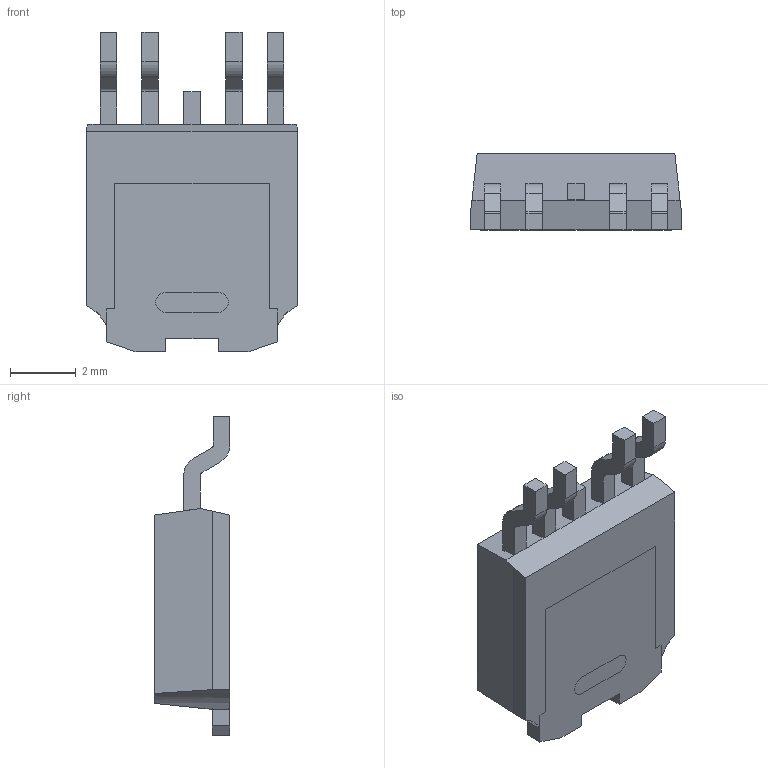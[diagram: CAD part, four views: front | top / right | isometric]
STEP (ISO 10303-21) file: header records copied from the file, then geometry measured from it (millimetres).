
FILE_DESCRIPTION (( 'STEP AP214' ), '1' );
FILE_NAME ('User Library-PPAK.STEP', '2022-06-09T08:38:15', ( '' ), ( '' ), 'SwSTEP 2.0', 'SolidWorks 2021', '' );
FILE_SCHEMA (( 'AUTOMOTIVE_DESIGN' ));
Length unit declared in the file: millimetre
Products named in the file (1): User Library-PPAK
Bounding box: 6.4 x 2.3 x 9.7 mm (x, y, z)
Volume: 99.3 mm3; surface area: 214.6 mm2
Topology: 2 solids, 2 shells, 102 faces, 279 edges, 182 vertices
Faces by surface type: plane 80, cylinder 22
Entity records: 4228 total; most frequent: CARTESIAN_POINT 576, ORIENTED_EDGE 558, DIRECTION 525, EDGE_CURVE 279, VECTOR 231, LINE 231, VERTEX_POINT 182, AXIS2_PLACEMENT_3D 147
